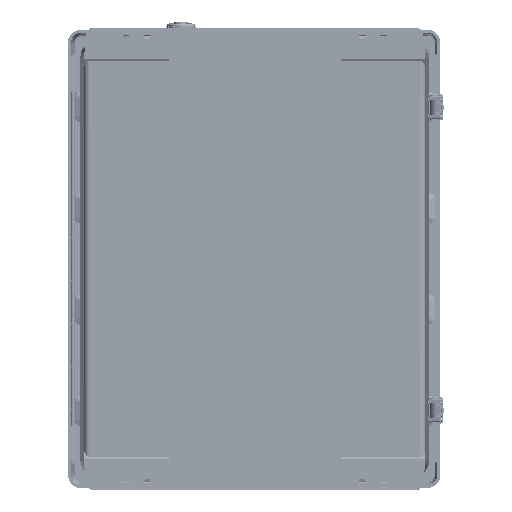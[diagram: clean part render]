
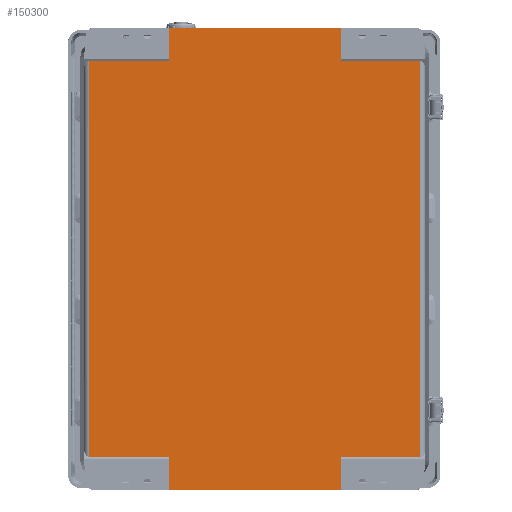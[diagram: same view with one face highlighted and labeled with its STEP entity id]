
A CAD part, front view. The second image highlights one B-rep face of the part: STEP entity #150300.
In plain terms, the highlighted planar face has unit normal (0, -1, 0).
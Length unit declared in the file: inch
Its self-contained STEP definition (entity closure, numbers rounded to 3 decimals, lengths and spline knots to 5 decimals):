
#66 = LINE ( 'NONE', #84540, #61969 ) ;
#473 = DIRECTION ( 'NONE',  ( 0., 0., -1. ) ) ;
#1792 = LINE ( 'NONE', #101472, #129557 ) ;
#5920 = CARTESIAN_POINT ( 'NONE',  ( 7.69183, 0., 9.2134 ) ) ;
#6078 = ORIENTED_EDGE ( 'NONE', *, *, #138365, .F. ) ;
#14123 = VERTEX_POINT ( 'NONE', #33188 ) ;
#14961 = DIRECTION ( 'NONE',  ( -1., 0., 0. ) ) ;
#15179 = ORIENTED_EDGE ( 'NONE', *, *, #160070, .T. ) ;
#16835 = VERTEX_POINT ( 'NONE', #60683 ) ;
#16854 = DIRECTION ( 'NONE',  ( -1., 0., 0. ) ) ;
#20846 = DIRECTION ( 'NONE',  ( 0., 0., 1. ) ) ;
#21489 = ORIENTED_EDGE ( 'NONE', *, *, #82361, .T. ) ;
#22440 = CARTESIAN_POINT ( 'NONE',  ( -3.995, 0., -9.2134 ) ) ;
#22817 = DIRECTION ( 'NONE',  ( 0., 0., 1. ) ) ;
#23746 = PLANE ( 'NONE',  #91044 ) ;
#24625 = EDGE_CURVE ( 'NONE', #103407, #66782, #141654, .T. ) ;
#24938 = CARTESIAN_POINT ( 'NONE',  ( -3.995, 0., 9.2134 ) ) ;
#26023 = LINE ( 'NONE', #103125, #153882 ) ;
#27952 = CARTESIAN_POINT ( 'NONE',  ( 7.69183, 0., -9.2134 ) ) ;
#28234 = VECTOR ( 'NONE', #91162, 39.37008 ) ;
#29823 = CARTESIAN_POINT ( 'NONE',  ( 3.995, 0., -10.75 ) ) ;
#30712 = ORIENTED_EDGE ( 'NONE', *, *, #133793, .T. ) ;
#30766 = LINE ( 'NONE', #58161, #158781 ) ;
#33188 = CARTESIAN_POINT ( 'NONE',  ( 3.995, 0., 9.2134 ) ) ;
#35087 = EDGE_LOOP ( 'NONE', ( #21489, #30712, #142766, #15179, #140730, #61664, #87361, #95365, #94387, #36569, #6078, #46823 ) ) ;
#35226 = DIRECTION ( 'NONE',  ( 1., 0., 0. ) ) ;
#36569 = ORIENTED_EDGE ( 'NONE', *, *, #158367, .F. ) ;
#37254 = CARTESIAN_POINT ( 'NONE',  ( -7.3875, 0., -9.3875 ) ) ;
#38060 = CARTESIAN_POINT ( 'NONE',  ( 3.995, 0., -9.2134 ) ) ;
#39042 = CARTESIAN_POINT ( 'NONE',  ( -3.995, 0., 10.75 ) ) ;
#42905 = VERTEX_POINT ( 'NONE', #106857 ) ;
#44473 = CARTESIAN_POINT ( 'NONE',  ( 3.995, 0., -9.3875 ) ) ;
#45924 = LINE ( 'NONE', #140268, #75104 ) ;
#46823 = ORIENTED_EDGE ( 'NONE', *, *, #139329, .T. ) ;
#49289 = DIRECTION ( 'NONE',  ( 0., 0., -1. ) ) ;
#51241 = CARTESIAN_POINT ( 'NONE',  ( 3.995, 0., -9.3875 ) ) ;
#58161 = CARTESIAN_POINT ( 'NONE',  ( -7.3875, 0., -9.2134 ) ) ;
#59254 = LINE ( 'NONE', #44473, #132951 ) ;
#59345 = LINE ( 'NONE', #51241, #125220 ) ;
#60683 = CARTESIAN_POINT ( 'NONE',  ( -7.69183, 0., -9.2134 ) ) ;
#61182 = LINE ( 'NONE', #127987, #28234 ) ;
#61664 = ORIENTED_EDGE ( 'NONE', *, *, #24625, .F. ) ;
#61969 = VECTOR ( 'NONE', #22817, 39.37008 ) ;
#62606 = VECTOR ( 'NONE', #49289, 39.37008 ) ;
#62903 = EDGE_CURVE ( 'NONE', #69452, #103407, #69159, .T. ) ;
#66782 = VERTEX_POINT ( 'NONE', #39042 ) ;
#67736 = VECTOR ( 'NONE', #78875, 39.37008 ) ;
#68358 = EDGE_CURVE ( 'NONE', #104348, #16835, #61182, .T. ) ;
#69159 = LINE ( 'NONE', #107830, #160345 ) ;
#69452 = VERTEX_POINT ( 'NONE', #94589 ) ;
#74360 = LINE ( 'NONE', #99156, #62606 ) ;
#74647 = DIRECTION ( 'NONE',  ( 0., -1., 0. ) ) ;
#75104 = VECTOR ( 'NONE', #16854, 39.37008 ) ;
#78875 = DIRECTION ( 'NONE',  ( 0., 0., 1. ) ) ;
#79531 = VERTEX_POINT ( 'NONE', #38060 ) ;
#80321 = EDGE_CURVE ( 'NONE', #69452, #16835, #74360, .T. ) ;
#82361 = EDGE_CURVE ( 'NONE', #79531, #85992, #30766, .T. ) ;
#84540 = CARTESIAN_POINT ( 'NONE',  ( 7.69183, 0., 9.2134 ) ) ;
#85992 = VERTEX_POINT ( 'NONE', #27952 ) ;
#87361 = ORIENTED_EDGE ( 'NONE', *, *, #62903, .F. ) ;
#91044 = AXIS2_PLACEMENT_3D ( 'NONE', #37254, #74647, #473 ) ;
#91162 = DIRECTION ( 'NONE',  ( -1., 0., 0. ) ) ;
#92182 = EDGE_CURVE ( 'NONE', #42905, #66782, #26023, .T. ) ;
#94387 = ORIENTED_EDGE ( 'NONE', *, *, #68358, .F. ) ;
#94589 = CARTESIAN_POINT ( 'NONE',  ( -7.69183, 0., 9.2134 ) ) ;
#95365 = ORIENTED_EDGE ( 'NONE', *, *, #80321, .T. ) ;
#96681 = DIRECTION ( 'NONE',  ( 1., 0., 0. ) ) ;
#99156 = CARTESIAN_POINT ( 'NONE',  ( -7.69183, 0., -9.2134 ) ) ;
#101472 = CARTESIAN_POINT ( 'NONE',  ( 4.83175, 0., -10.75 ) ) ;
#103125 = CARTESIAN_POINT ( 'NONE',  ( 4.83175, 0., 10.75 ) ) ;
#103407 = VERTEX_POINT ( 'NONE', #24938 ) ;
#104348 = VERTEX_POINT ( 'NONE', #22440 ) ;
#106857 = CARTESIAN_POINT ( 'NONE',  ( 3.995, 0., 10.75 ) ) ;
#107830 = CARTESIAN_POINT ( 'NONE',  ( -7.3875, 0., 9.2134 ) ) ;
#108536 = LINE ( 'NONE', #115632, #67736 ) ;
#115632 = CARTESIAN_POINT ( 'NONE',  ( -3.995, 0., -9.3875 ) ) ;
#118655 = DIRECTION ( 'NONE',  ( 0., 0., 1. ) ) ;
#119813 = CARTESIAN_POINT ( 'NONE',  ( -3.995, 0., -9.3875 ) ) ;
#122690 = VERTEX_POINT ( 'NONE', #29823 ) ;
#123303 = VERTEX_POINT ( 'NONE', #5920 ) ;
#125220 = VECTOR ( 'NONE', #137404, 39.37008 ) ;
#127987 = CARTESIAN_POINT ( 'NONE',  ( -7.3875, 0., -9.2134 ) ) ;
#127997 = DIRECTION ( 'NONE',  ( -1., 0., 0. ) ) ;
#129267 = FACE_OUTER_BOUND ( 'NONE', #35087, .T. ) ;
#129557 = VECTOR ( 'NONE', #14961, 39.37008 ) ;
#132951 = VECTOR ( 'NONE', #118655, 39.37008 ) ;
#133793 = EDGE_CURVE ( 'NONE', #85992, #123303, #66, .T. ) ;
#133970 = VERTEX_POINT ( 'NONE', #138079 ) ;
#137404 = DIRECTION ( 'NONE',  ( 0., 0., 1. ) ) ;
#138079 = CARTESIAN_POINT ( 'NONE',  ( -3.995, 0., -10.75 ) ) ;
#138365 = EDGE_CURVE ( 'NONE', #122690, #133970, #1792, .T. ) ;
#139329 = EDGE_CURVE ( 'NONE', #122690, #79531, #59345, .T. ) ;
#140268 = CARTESIAN_POINT ( 'NONE',  ( -7.3875, 0., 9.2134 ) ) ;
#140730 = ORIENTED_EDGE ( 'NONE', *, *, #92182, .T. ) ;
#141492 = VECTOR ( 'NONE', #20846, 39.37008 ) ;
#141654 = LINE ( 'NONE', #119813, #141492 ) ;
#142766 = ORIENTED_EDGE ( 'NONE', *, *, #154188, .T. ) ;
#150300 = ADVANCED_FACE ( 'NONE', ( #129267 ), #23746, .T. ) ;
#153882 = VECTOR ( 'NONE', #127997, 39.37008 ) ;
#154188 = EDGE_CURVE ( 'NONE', #123303, #14123, #45924, .T. ) ;
#158367 = EDGE_CURVE ( 'NONE', #133970, #104348, #108536, .T. ) ;
#158781 = VECTOR ( 'NONE', #96681, 39.37008 ) ;
#160070 = EDGE_CURVE ( 'NONE', #14123, #42905, #59254, .T. ) ;
#160345 = VECTOR ( 'NONE', #35226, 39.37008 ) ;
